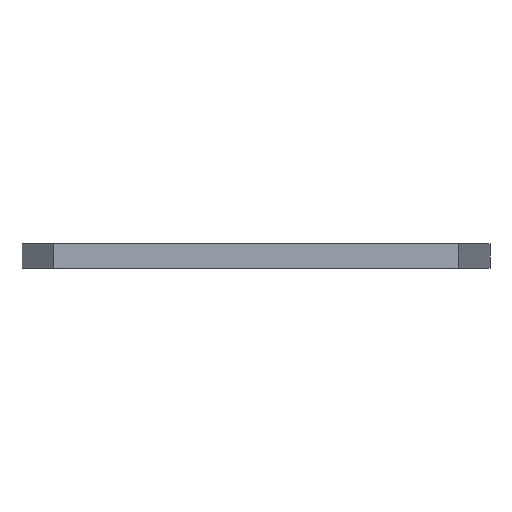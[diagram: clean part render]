
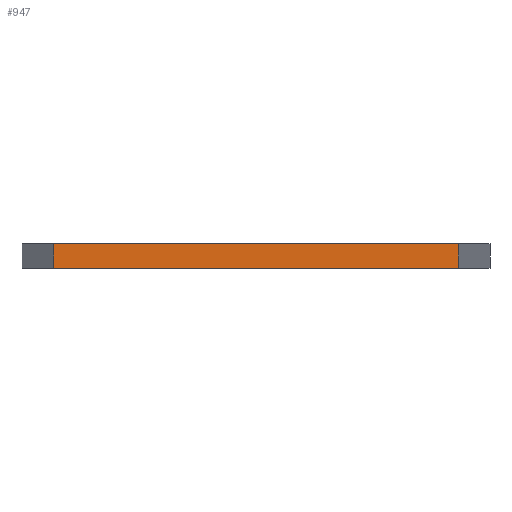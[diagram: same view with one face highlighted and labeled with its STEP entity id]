
A CAD part, front view. The second image highlights one B-rep face of the part: STEP entity #947.
In plain terms, the highlighted planar face has unit normal (0, -1, 0).
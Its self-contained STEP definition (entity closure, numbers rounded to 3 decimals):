
#125=FACE_OUTER_BOUND('',#170,.T.);
#170=EDGE_LOOP('',(#784,#785,#786,#787));
#200=LINE('',#1292,#301);
#206=LINE('',#1304,#307);
#298=LINE('',#1543,#399);
#299=LINE('',#1544,#400);
#301=VECTOR('',#1042,10.);
#307=VECTOR('',#1050,10.);
#399=VECTOR('',#1280,10.);
#400=VECTOR('',#1281,10.);
#402=VERTEX_POINT('',#1289);
#403=VERTEX_POINT('',#1291);
#406=VERTEX_POINT('',#1298);
#408=VERTEX_POINT('',#1302);
#488=EDGE_CURVE('',#402,#403,#200,.T.);
#494=EDGE_CURVE('',#406,#408,#206,.T.);
#614=EDGE_CURVE('',#403,#408,#298,.T.);
#615=EDGE_CURVE('',#402,#406,#299,.T.);
#784=ORIENTED_EDGE('',*,*,#614,.F.);
#785=ORIENTED_EDGE('',*,*,#488,.F.);
#786=ORIENTED_EDGE('',*,*,#615,.T.);
#787=ORIENTED_EDGE('',*,*,#494,.T.);
#902=PLANE('',#1034);
#947=ADVANCED_FACE('',(#125),#902,.T.);
#1034=AXIS2_PLACEMENT_3D('',#1542,#1278,#1279);
#1042=DIRECTION('',(0.,0.,-1.));
#1050=DIRECTION('',(0.,0.,-1.));
#1278=DIRECTION('center_axis',(0.,-1.,0.));
#1279=DIRECTION('ref_axis',(1.,0.,0.));
#1280=DIRECTION('',(-1.,0.,0.));
#1281=DIRECTION('',(-1.,0.,0.));
#1289=CARTESIAN_POINT('',(191.423,53.461,7.));
#1291=CARTESIAN_POINT('',(191.423,53.461,5.));
#1292=CARTESIAN_POINT('',(191.423,53.461,7.));
#1298=CARTESIAN_POINT('',(158.851,53.461,7.));
#1302=CARTESIAN_POINT('',(158.851,53.461,5.));
#1304=CARTESIAN_POINT('',(158.851,53.461,7.));
#1542=CARTESIAN_POINT('Origin',(161.137,53.461,5.));
#1543=CARTESIAN_POINT('',(209.551,53.461,5.));
#1544=CARTESIAN_POINT('',(209.551,53.461,7.));
